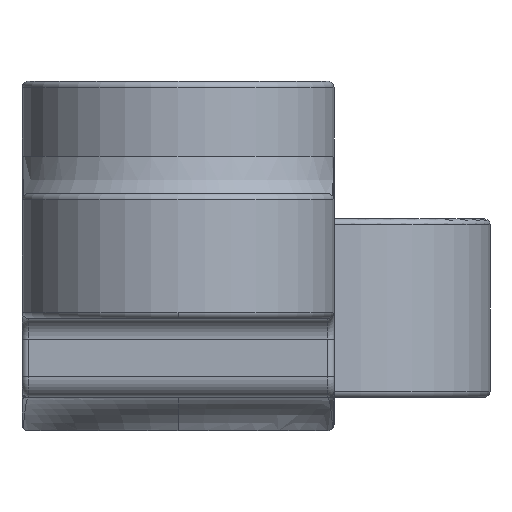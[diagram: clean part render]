
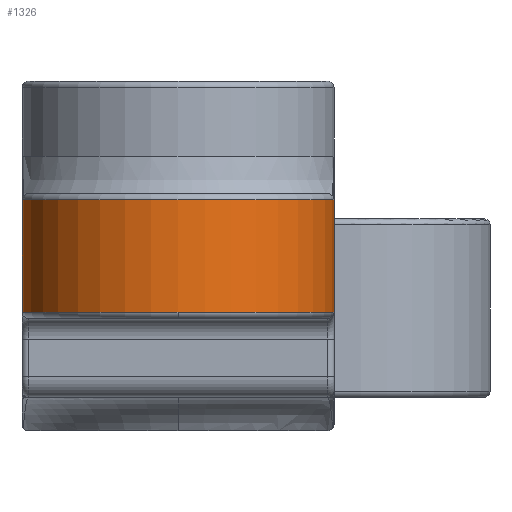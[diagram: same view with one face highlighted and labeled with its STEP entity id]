
A CAD part, front view. The second image highlights one B-rep face of the part: STEP entity #1326.
In plain terms, the highlighted cylindrical face has radius 7.5 mm (diameter 15 mm), a partial arc.
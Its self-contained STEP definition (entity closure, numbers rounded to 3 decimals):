
#11 = VERTEX_POINT ( 'NONE', #347 ) ;
#91 = DIRECTION ( 'NONE',  ( 0., 0., -1. ) ) ;
#118 = CARTESIAN_POINT ( 'NONE',  ( 0., -47.5, 10.7 ) ) ;
#154 = AXIS2_PLACEMENT_3D ( 'NONE', #118, #1377, #1541 ) ;
#211 = LINE ( 'NONE', #1788, #1115 ) ;
#243 = DIRECTION ( 'NONE',  ( 0., 0., 1. ) ) ;
#314 = EDGE_CURVE ( 'NONE', #1453, #2015, #780, .T. ) ;
#347 = CARTESIAN_POINT ( 'NONE',  ( 7.5, -47.5, 10.7 ) ) ;
#358 = CARTESIAN_POINT ( 'NONE',  ( 0., -47.5, 16.1 ) ) ;
#410 = CARTESIAN_POINT ( 'NONE',  ( 0., -55., 10.7 ) ) ;
#599 = CYLINDRICAL_SURFACE ( 'NONE', #1385, 7.5 ) ;
#608 = VECTOR ( 'NONE', #2156, 1000. ) ;
#637 = VERTEX_POINT ( 'NONE', #410 ) ;
#729 = DIRECTION ( 'NONE',  ( 0., 0., -1. ) ) ;
#744 = ORIENTED_EDGE ( 'NONE', *, *, #944, .T. ) ;
#780 = CIRCLE ( 'NONE', #1182, 7.5 ) ;
#898 = ORIENTED_EDGE ( 'NONE', *, *, #1032, .T. ) ;
#944 = EDGE_CURVE ( 'NONE', #1534, #637, #1991, .T. ) ;
#947 = EDGE_CURVE ( 'NONE', #1453, #11, #211, .T. ) ;
#1014 = CARTESIAN_POINT ( 'NONE',  ( -7.5, -47.5, 10.7 ) ) ;
#1024 = ORIENTED_EDGE ( 'NONE', *, *, #947, .F. ) ;
#1032 = EDGE_CURVE ( 'NONE', #637, #11, #2157, .T. ) ;
#1034 = DIRECTION ( 'NONE',  ( 0., 0., -1. ) ) ;
#1039 = CARTESIAN_POINT ( 'NONE',  ( -7.5, -47.5, 16.1 ) ) ;
#1115 = VECTOR ( 'NONE', #729, 1000. ) ;
#1126 = CARTESIAN_POINT ( 'NONE',  ( 0., -47.5, 21.8 ) ) ;
#1134 = DIRECTION ( 'NONE',  ( -1., 0., 0. ) ) ;
#1182 = AXIS2_PLACEMENT_3D ( 'NONE', #358, #1034, #1762 ) ;
#1273 = DIRECTION ( 'NONE',  ( 0., -1., 0. ) ) ;
#1298 = CARTESIAN_POINT ( 'NONE',  ( -7.5, -47.5, 21.8 ) ) ;
#1323 = ORIENTED_EDGE ( 'NONE', *, *, #314, .T. ) ;
#1326 = ADVANCED_FACE ( 'NONE', ( #1455 ), #599, .T. ) ;
#1377 = DIRECTION ( 'NONE',  ( 0., 0., 1. ) ) ;
#1385 = AXIS2_PLACEMENT_3D ( 'NONE', #1126, #91, #1134 ) ;
#1422 = LINE ( 'NONE', #1298, #608 ) ;
#1453 = VERTEX_POINT ( 'NONE', #2210 ) ;
#1455 = FACE_OUTER_BOUND ( 'NONE', #1917, .T. ) ;
#1534 = VERTEX_POINT ( 'NONE', #1014 ) ;
#1541 = DIRECTION ( 'NONE',  ( 0., -1., 0. ) ) ;
#1762 = DIRECTION ( 'NONE',  ( 1., 0., 0. ) ) ;
#1775 = CARTESIAN_POINT ( 'NONE',  ( 0., -47.5, 10.7 ) ) ;
#1781 = EDGE_CURVE ( 'NONE', #2015, #1534, #1422, .T. ) ;
#1788 = CARTESIAN_POINT ( 'NONE',  ( 7.5, -47.5, 21.8 ) ) ;
#1917 = EDGE_LOOP ( 'NONE', ( #1024, #1323, #2135, #744, #898 ) ) ;
#1991 = CIRCLE ( 'NONE', #2095, 7.5 ) ;
#2015 = VERTEX_POINT ( 'NONE', #1039 ) ;
#2095 = AXIS2_PLACEMENT_3D ( 'NONE', #1775, #243, #1273 ) ;
#2135 = ORIENTED_EDGE ( 'NONE', *, *, #1781, .T. ) ;
#2156 = DIRECTION ( 'NONE',  ( 0., 0., -1. ) ) ;
#2157 = CIRCLE ( 'NONE', #154, 7.5 ) ;
#2210 = CARTESIAN_POINT ( 'NONE',  ( 7.5, -47.5, 16.1 ) ) ;
